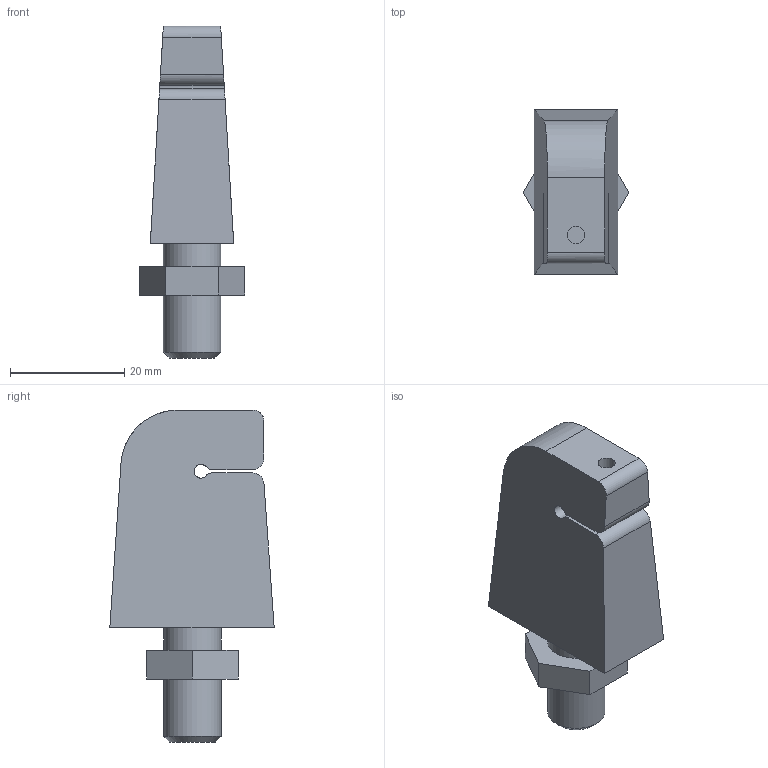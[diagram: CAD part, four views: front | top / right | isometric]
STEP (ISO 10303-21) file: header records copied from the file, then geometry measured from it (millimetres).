
FILE_DESCRIPTION(/* description */ (''),/* implementation_level */ '2;1');
FILE_NAME(/* name */ 'att_nastro_reg_x3.stp',/* time_stamp */ '2013-07-12T10:26:40+02:00',/* author */ (''),/* organization */ (''),/* preprocessor_version */ 'ST-DEVELOPER v14',/* originating_system */ 'SIEMENS PLM Software NX 8.0',/* authorisation */ '');
FILE_SCHEMA (('CONFIG_CONTROL_DESIGN'));
Length unit declared in the file: millimetre
Products named in the file (1): attacco nastro regolabile test
Bounding box: 18.48 x 28.72 x 58 mm (x, y, z)
Volume: 14176.9 mm3; surface area: 4857.1 mm2
Topology: 1 solids, 1 shells, 29 faces, 71 edges, 47 vertices
Faces by surface type: plane 18, cylinder 10, cone 1
Full cylindrical faces by diameter (mm): 3 x1, 10 x2
Entity records: 926 total; most frequent: CARTESIAN_POINT 184, ORIENTED_EDGE 142, DIRECTION 124, EDGE_CURVE 71, LINE 50, VECTOR 50, VERTEX_POINT 47, AXIS2_PLACEMENT_3D 37
